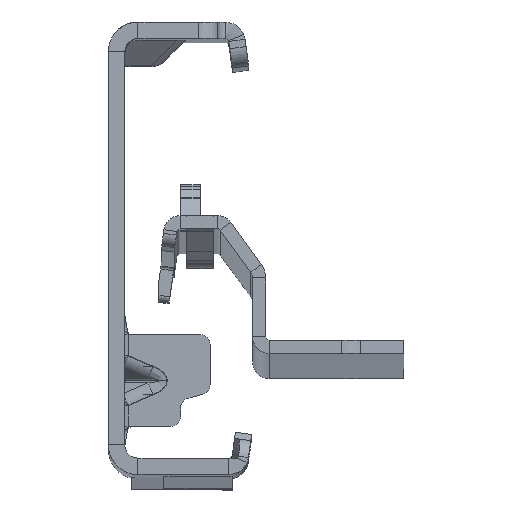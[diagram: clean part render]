
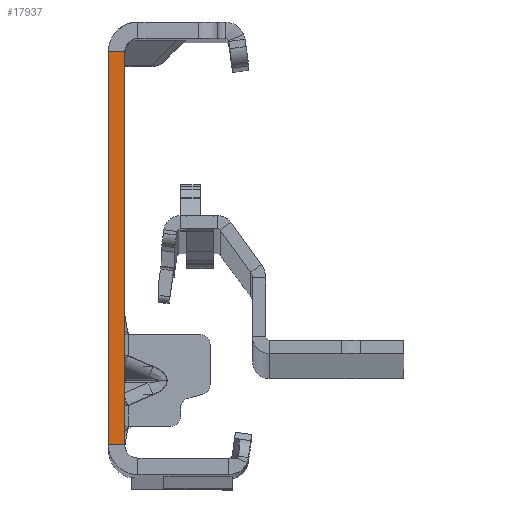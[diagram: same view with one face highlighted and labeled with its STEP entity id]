
A CAD part, top view. The second image highlights one B-rep face of the part: STEP entity #17937.
In plain terms, the highlighted planar face has unit normal (0, 0, 1).
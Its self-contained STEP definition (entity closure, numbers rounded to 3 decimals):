
#328 = ORIENTED_EDGE ( 'NONE', *, *, #5783, .T. ) ;
#2286 = CARTESIAN_POINT ( 'NONE',  ( 0., -30., 0. ) ) ;
#2632 = EDGE_CURVE ( 'NONE', #15349, #32719, #22040, .T. ) ;
#3091 = CARTESIAN_POINT ( 'NONE',  ( -2.5, -32., 0. ) ) ;
#3511 = VERTEX_POINT ( 'NONE', #40291 ) ;
#5672 = PLANE ( 'NONE',  #40434 ) ;
#5783 = EDGE_CURVE ( 'NONE', #18310, #15349, #43946, .T. ) ;
#6168 = DIRECTION ( 'NONE',  ( 0., 0., 1. ) ) ;
#12927 = EDGE_LOOP ( 'NONE', ( #21690, #328, #34302, #46717 ) ) ;
#13549 = EDGE_CURVE ( 'NONE', #3511, #32719, #28497, .T. ) ;
#15158 = EDGE_CURVE ( 'NONE', #18310, #3511, #27145, .T. ) ;
#15349 = VERTEX_POINT ( 'NONE', #15592 ) ;
#15592 = CARTESIAN_POINT ( 'NONE',  ( -2.5, 30., 0. ) ) ;
#17044 = CARTESIAN_POINT ( 'NONE',  ( 0., 30., 0. ) ) ;
#17561 = DIRECTION ( 'NONE',  ( -1., 0., 0. ) ) ;
#17912 = DIRECTION ( 'NONE',  ( 1., 0., 0. ) ) ;
#17937 = ADVANCED_FACE ( 'NONE', ( #40330 ), #5672, .T. ) ;
#18310 = VERTEX_POINT ( 'NONE', #20104 ) ;
#20104 = CARTESIAN_POINT ( 'NONE',  ( 0., 30., 0. ) ) ;
#20490 = DIRECTION ( 'NONE',  ( -1., 0., 0. ) ) ;
#21690 = ORIENTED_EDGE ( 'NONE', *, *, #15158, .F. ) ;
#22040 = LINE ( 'NONE', #3091, #42691 ) ;
#23390 = CARTESIAN_POINT ( 'NONE',  ( 0., -32., 0. ) ) ;
#23736 = VECTOR ( 'NONE', #20490, 1000. ) ;
#27145 = LINE ( 'NONE', #23390, #40053 ) ;
#28497 = LINE ( 'NONE', #2286, #47237 ) ;
#31297 = CARTESIAN_POINT ( 'NONE',  ( -2.5, -30., 0. ) ) ;
#32719 = VERTEX_POINT ( 'NONE', #31297 ) ;
#34302 = ORIENTED_EDGE ( 'NONE', *, *, #2632, .T. ) ;
#34307 = DIRECTION ( 'NONE',  ( 0., -1., 0. ) ) ;
#35640 = DIRECTION ( 'NONE',  ( 0., -1., 0. ) ) ;
#40053 = VECTOR ( 'NONE', #35640, 1000. ) ;
#40291 = CARTESIAN_POINT ( 'NONE',  ( 0., -30., 0. ) ) ;
#40330 = FACE_OUTER_BOUND ( 'NONE', #12927, .T. ) ;
#40434 = AXIS2_PLACEMENT_3D ( 'NONE', #40823, #6168, #17912 ) ;
#40823 = CARTESIAN_POINT ( 'NONE',  ( -2.5, -32., 0. ) ) ;
#42691 = VECTOR ( 'NONE', #34307, 1000. ) ;
#43946 = LINE ( 'NONE', #17044, #23736 ) ;
#46717 = ORIENTED_EDGE ( 'NONE', *, *, #13549, .F. ) ;
#47237 = VECTOR ( 'NONE', #17561, 1000. ) ;
